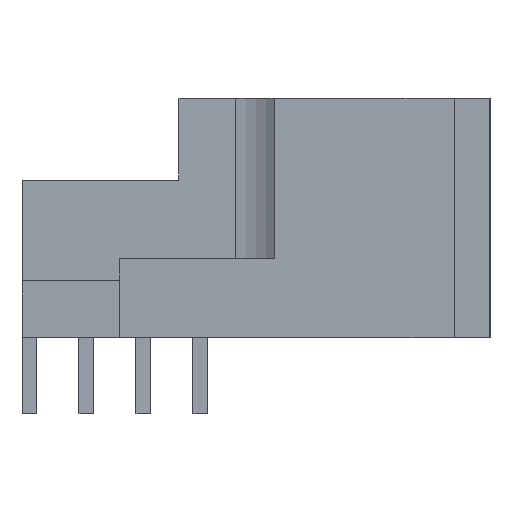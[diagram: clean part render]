
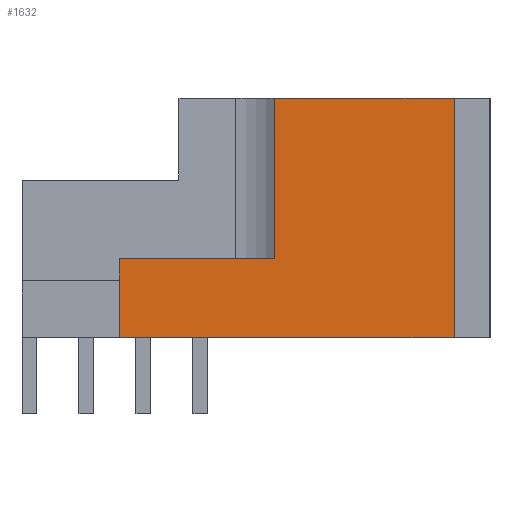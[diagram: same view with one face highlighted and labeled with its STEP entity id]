
A CAD part, left-side view. The second image highlights one B-rep face of the part: STEP entity #1632.
In plain terms, the highlighted planar face has unit normal (-1, 0, 0).
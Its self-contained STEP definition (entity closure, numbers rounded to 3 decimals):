
#423 = VERTEX_POINT('',#424);
#424 = CARTESIAN_POINT('',(-25.375,-2.485,8.));
#430 = EDGE_CURVE('',#431,#423,#433,.T.);
#431 = VERTEX_POINT('',#432);
#432 = CARTESIAN_POINT('',(-25.375,-8.485,8.));
#433 = LINE('',#434,#435);
#434 = CARTESIAN_POINT('',(-25.375,-8.485,8.));
#435 = VECTOR('',#436,1.);
#436 = DIRECTION('',(0.,1.,0.));
#474 = VERTEX_POINT('',#475);
#475 = CARTESIAN_POINT('',(-25.375,-8.485,0.));
#481 = EDGE_CURVE('',#474,#482,#484,.T.);
#482 = VERTEX_POINT('',#483);
#483 = CARTESIAN_POINT('',(-25.375,2.715,0.));
#484 = LINE('',#485,#486);
#485 = CARTESIAN_POINT('',(-25.375,-8.485,0.));
#486 = VECTOR('',#487,1.);
#487 = DIRECTION('',(0.,1.,0.));
#1622 = EDGE_CURVE('',#474,#431,#1623,.T.);
#1623 = LINE('',#1624,#1625);
#1624 = CARTESIAN_POINT('',(-25.375,-8.485,0.));
#1625 = VECTOR('',#1626,1.);
#1626 = DIRECTION('',(0.,0.,1.));
#1632 = ADVANCED_FACE('',(#1633),#1660,.T.);
#1633 = FACE_BOUND('',#1634,.F.);
#1634 = EDGE_LOOP('',(#1635,#1636,#1637,#1645,#1653,#1659));
#1635 = ORIENTED_EDGE('',*,*,#1622,.F.);
#1636 = ORIENTED_EDGE('',*,*,#481,.T.);
#1637 = ORIENTED_EDGE('',*,*,#1638,.T.);
#1638 = EDGE_CURVE('',#482,#1639,#1641,.T.);
#1639 = VERTEX_POINT('',#1640);
#1640 = CARTESIAN_POINT('',(-25.375,2.715,2.635));
#1641 = LINE('',#1642,#1643);
#1642 = CARTESIAN_POINT('',(-25.375,2.715,0.));
#1643 = VECTOR('',#1644,1.);
#1644 = DIRECTION('',(0.,0.,1.));
#1645 = ORIENTED_EDGE('',*,*,#1646,.F.);
#1646 = EDGE_CURVE('',#1647,#1639,#1649,.T.);
#1647 = VERTEX_POINT('',#1648);
#1648 = CARTESIAN_POINT('',(-25.375,-2.485,2.635));
#1649 = LINE('',#1650,#1651);
#1650 = CARTESIAN_POINT('',(-25.375,-8.485,2.635));
#1651 = VECTOR('',#1652,1.);
#1652 = DIRECTION('',(0.,1.,0.));
#1653 = ORIENTED_EDGE('',*,*,#1654,.T.);
#1654 = EDGE_CURVE('',#1647,#423,#1655,.T.);
#1655 = LINE('',#1656,#1657);
#1656 = CARTESIAN_POINT('',(-25.375,-2.485,0.));
#1657 = VECTOR('',#1658,1.);
#1658 = DIRECTION('',(0.,0.,1.));
#1659 = ORIENTED_EDGE('',*,*,#430,.F.);
#1660 = PLANE('',#1661);
#1661 = AXIS2_PLACEMENT_3D('',#1662,#1663,#1664);
#1662 = CARTESIAN_POINT('',(-25.375,-3.612,3.273));
#1663 = DIRECTION('',(-1.,-0.,-0.));
#1664 = DIRECTION('',(0.,0.,-1.));
